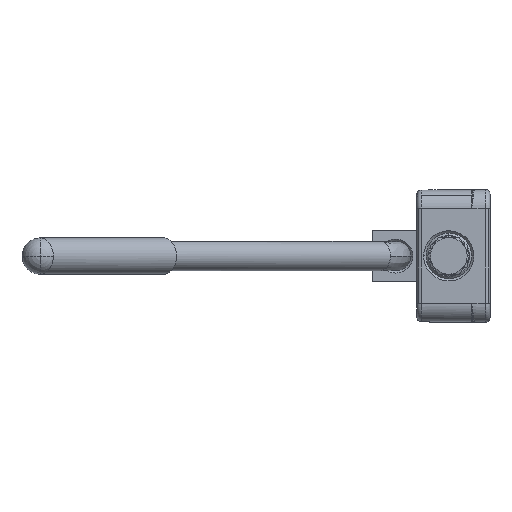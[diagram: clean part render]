
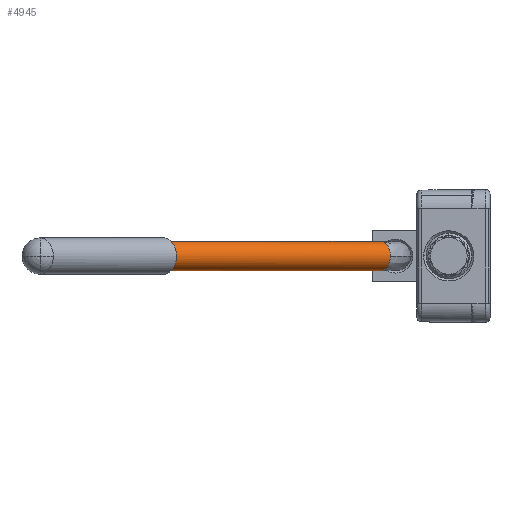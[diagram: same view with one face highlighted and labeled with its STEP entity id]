
A CAD part, front view. The second image highlights one B-rep face of the part: STEP entity #4945.
In plain terms, the highlighted cylindrical face has radius 6.4 mm (diameter 12.8 mm), a partial arc.
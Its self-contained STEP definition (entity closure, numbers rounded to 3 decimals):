
#4906=AXIS2_PLACEMENT_3D('Cylinder Axis2P3D',#4903,#4904,#4905) ;
#4917=AXIS2_PLACEMENT_3D('Circle Axis2P3D',#4915,#4916,$) ;
#4298=CARTESIAN_POINT('Vertex',(-173.405,256.912,-0.1)) ;
#4302=CARTESIAN_POINT('Control Point',(-177.931,261.437,-6.5)) ;
#4303=CARTESIAN_POINT('Control Point',(-177.64,261.147,-6.5)) ;
#4304=CARTESIAN_POINT('Control Point',(-176.859,260.366,-6.394)) ;
#4305=CARTESIAN_POINT('Control Point',(-175.825,259.332,-5.856)) ;
#4306=CARTESIAN_POINT('Control Point',(-174.718,258.225,-4.728)) ;
#4307=CARTESIAN_POINT('Control Point',(-173.687,257.193,-2.856)) ;
#4308=CARTESIAN_POINT('Control Point',(-173.408,256.915,-1.14)) ;
#4309=CARTESIAN_POINT('Control Point',(-173.405,256.912,-0.1)) ;
#4310=CARTESIAN_POINT('Vertex',(-177.931,261.437,-6.5)) ;
#4437=CARTESIAN_POINT('Vertex',(-177.931,261.437,6.3)) ;
#4441=CARTESIAN_POINT('Control Point',(-177.931,261.437,6.3)) ;
#4442=CARTESIAN_POINT('Control Point',(-177.644,261.151,6.3)) ;
#4443=CARTESIAN_POINT('Control Point',(-176.785,260.291,6.185)) ;
#4444=CARTESIAN_POINT('Control Point',(-175.475,258.981,5.439)) ;
#4445=CARTESIAN_POINT('Control Point',(-174.504,258.01,4.183)) ;
#4446=CARTESIAN_POINT('Control Point',(-173.666,257.173,2.4)) ;
#4447=CARTESIAN_POINT('Control Point',(-173.404,256.911,0.977)) ;
#4448=CARTESIAN_POINT('Control Point',(-173.405,256.912,-0.1)) ;
#4903=CARTESIAN_POINT('Axis2P3D Location',(-173.198,266.17,-0.1)) ;
#4908=CARTESIAN_POINT('Line Origine',(-173.198,266.17,6.3)) ;
#4912=CARTESIAN_POINT('Vertex',(-272.58,166.788,6.3)) ;
#4915=CARTESIAN_POINT('Axis2P3D Location',(-272.58,166.788,-0.1)) ;
#4919=CARTESIAN_POINT('Vertex',(-268.055,162.262,-0.1)) ;
#4923=CARTESIAN_POINT('Control Point',(-268.055,162.262,-0.1)) ;
#4924=CARTESIAN_POINT('Control Point',(-268.055,162.262,-2.111)) ;
#4925=CARTESIAN_POINT('Control Point',(-268.612,162.819,-4.123)) ;
#4926=CARTESIAN_POINT('Control Point',(-269.736,163.943,-5.713)) ;
#4927=CARTESIAN_POINT('Control Point',(-271.159,165.366,-6.5)) ;
#4928=CARTESIAN_POINT('Control Point',(-272.58,166.788,-6.5)) ;
#4929=CARTESIAN_POINT('Vertex',(-272.58,166.788,-6.5)) ;
#4932=CARTESIAN_POINT('Line Origine',(-173.198,266.17,-6.5)) ;
#4904=DIRECTION('Axis2P3D Direction',(-0.707,-0.707,0.)) ;
#4905=DIRECTION('Axis2P3D XDirection',(0.,0.,-1.)) ;
#4909=DIRECTION('Vector Direction',(-0.707,-0.707,0.)) ;
#4916=DIRECTION('Axis2P3D Direction',(-0.707,-0.707,0.)) ;
#4933=DIRECTION('Vector Direction',(-0.707,-0.707,0.)) ;
#4910=VECTOR('Line Direction',#4909,1.) ;
#4934=VECTOR('Line Direction',#4933,1.) ;
#4938=ORIENTED_EDGE('',*,*,#4914,.F.) ;
#4939=ORIENTED_EDGE('',*,*,#4921,.F.) ;
#4940=ORIENTED_EDGE('',*,*,#4931,.F.) ;
#4941=ORIENTED_EDGE('',*,*,#4936,.F.) ;
#4942=ORIENTED_EDGE('',*,*,#4312,.F.) ;
#4943=ORIENTED_EDGE('',*,*,#4449,.F.) ;
#4945=ADVANCED_FACE('SCHUBSTANGENSPANNER_TS_P_1200_90L_357888',(#4944),#4907,.T.) ;
#4301=B_SPLINE_CURVE_WITH_KNOTS('',3,(#4302,#4303,#4304,#4305,#4306,#4307,#4308,#4309),.UNSPECIFIED.,.F.,.U.,(4,1,1,1,1,4),(10.071,11.366,13.549,14.756,16.839,20.13),.UNSPECIFIED.) ;
#4440=B_SPLINE_CURVE_WITH_KNOTS('',3,(#4441,#4442,#4443,#4444,#4445,#4446,#4447,#4448),.UNSPECIFIED.,.F.,.U.,(4,1,1,1,1,4),(10.065,11.227,13.549,15.777,16.839,20.13),.UNSPECIFIED.) ;
#4922=B_SPLINE_CURVE_WITH_KNOTS('',5,(#4923,#4924,#4925,#4926,#4927,#4928),.UNSPECIFIED.,.F.,.U.,(6,6),(-5.027,5.027),.UNSPECIFIED.) ;
#4918=CIRCLE('generated circle',#4917,6.4) ;
#4907=CYLINDRICAL_SURFACE('generated cylinder',#4906,6.4) ;
#4312=EDGE_CURVE('',#4299,#4311,#4301,.F.) ;
#4449=EDGE_CURVE('',#4438,#4299,#4440,.T.) ;
#4914=EDGE_CURVE('',#4913,#4438,#4911,.F.) ;
#4921=EDGE_CURVE('',#4920,#4913,#4918,.T.) ;
#4931=EDGE_CURVE('',#4930,#4920,#4922,.F.) ;
#4936=EDGE_CURVE('',#4311,#4930,#4935,.T.) ;
#4937=EDGE_LOOP('',(#4938,#4939,#4940,#4941,#4942,#4943)) ;
#4944=FACE_OUTER_BOUND('',#4937,.T.) ;
#4911=LINE('Line',#4908,#4910) ;
#4935=LINE('Line',#4932,#4934) ;
#4299=VERTEX_POINT('',#4298) ;
#4311=VERTEX_POINT('',#4310) ;
#4438=VERTEX_POINT('',#4437) ;
#4913=VERTEX_POINT('',#4912) ;
#4920=VERTEX_POINT('',#4919) ;
#4930=VERTEX_POINT('',#4929) ;
